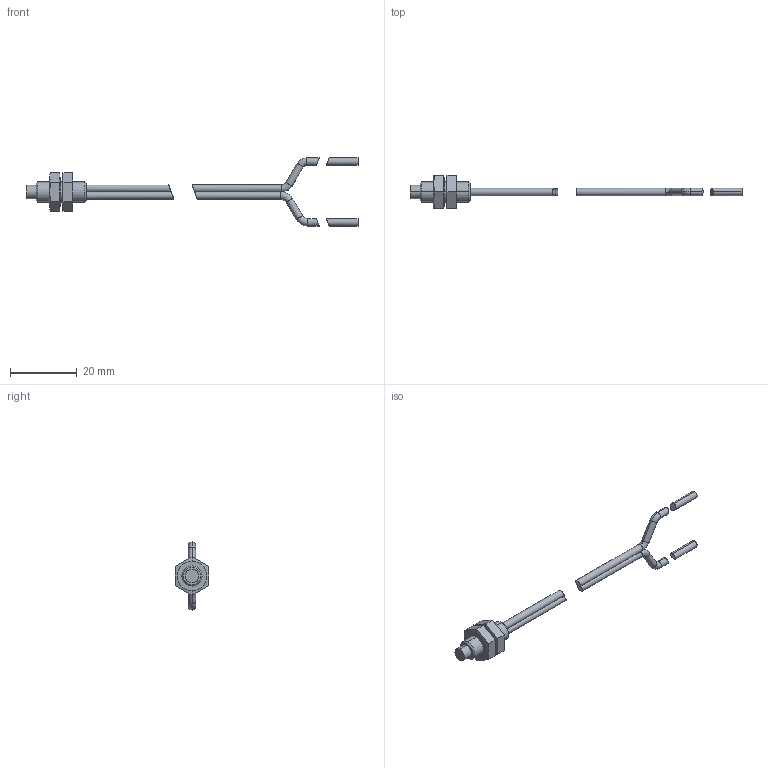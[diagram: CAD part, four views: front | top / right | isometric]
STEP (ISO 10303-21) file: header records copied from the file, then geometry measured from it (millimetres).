
FILE_DESCRIPTION (( 'STEP AP214' ), '1' );
FILE_NAME ('OPT2063.STEP', '2016-02-24T14:34:09', ( '' ), ( '' ), 'SwSTEP 2.0', 'SolidWorks 2014', '' );
FILE_SCHEMA (( 'AUTOMOTIVE_DESIGN' ));
Length unit declared in the file: inch
Products named in the file (5): OPT2063; 1; 2; 3; 4
Assembly tree (4 placements, depth 2):
  OPT2063
    1
    2
    3
    4
Bounding box: 99.11 x 10 x 20.3 mm (x, y, z)
Volume: 1393.4 mm3; surface area: 1684.5 mm2
Topology: 4 solids, 4 shells, 71 faces, 146 edges, 89 vertices
Faces by surface type: plane 27, cylinder 24, cone 12, torus 8
Entity records: 2154 total; most frequent: CARTESIAN_POINT 477, DIRECTION 320, ORIENTED_EDGE 292, EDGE_CURVE 146, AXIS2_PLACEMENT_3D 136, VERTEX_POINT 89, EDGE_LOOP 77, ADVANCED_FACE 71
